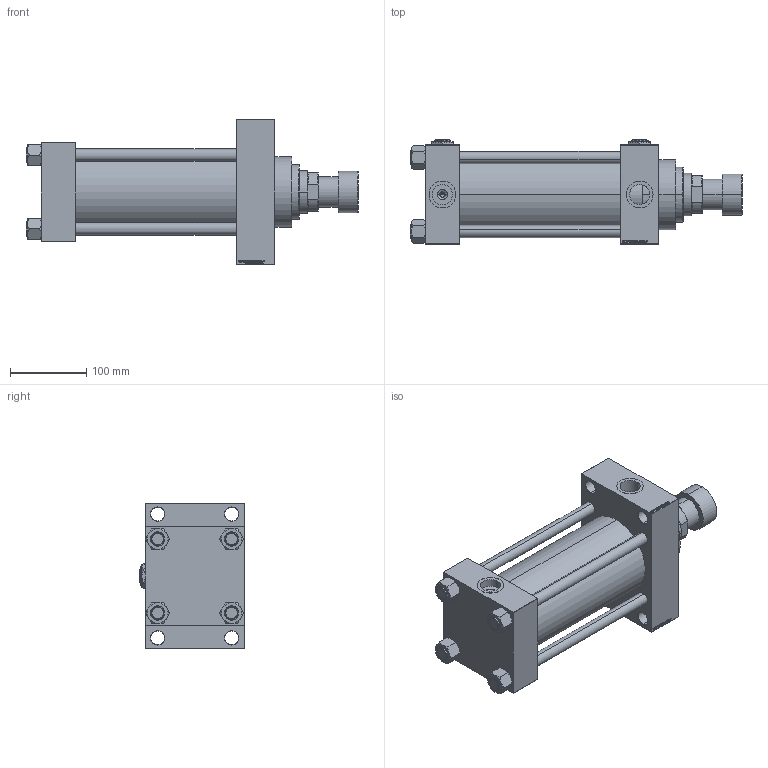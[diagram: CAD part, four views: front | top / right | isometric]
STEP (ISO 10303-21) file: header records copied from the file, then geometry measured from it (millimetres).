
FILE_DESCRIPTION (( 'STEP AP203' ), '1' );
FILE_NAME ('ef9a.STEP', '2022-04-16T09:30:32', ( '' ), ( '' ), 'SwSTEP 2.0', 'SolidWorks 2019', '' );
FILE_SCHEMA (( 'CONFIG_CONTROL_DESIGN' ));
Length unit declared in the file: millimetre
Products named in the file (8): ef9a; V215CR_VCP_D b63bc736e25126e6aad2106de3421cc7; V215CR_D_Body b63bc736e25126e6aad2106de3421cc7; Zatka_pro_OIL_PORT b63bc736e25126e6aad2106de3421cc7; V215CR_D_TYCINKA b63bc736e25126e6aad2106de3421cc7; NUT_M5_D b63bc736e25126e6aad2106de3421cc7; V215CR_ROD_END_F b63bc736e25126e6aad2106de3421cc7; V215_VC_A b63bc736e25126e6aad2106de3421cc7
Assembly tree (14 placements, depth 2):
  ef9a
    V215CR_D_Body b63bc736e25126e6aad2106de3421cc7
    V215CR_VCP_D b63bc736e25126e6aad2106de3421cc7
    NUT_M5_D b63bc736e25126e6aad2106de3421cc7  x4
    V215CR_D_TYCINKA b63bc736e25126e6aad2106de3421cc7  x4
    V215_VC_A b63bc736e25126e6aad2106de3421cc7
    V215CR_ROD_END_F b63bc736e25126e6aad2106de3421cc7
    Zatka_pro_OIL_PORT b63bc736e25126e6aad2106de3421cc7  x2
Bounding box: 435 x 137 x 190 mm (x, y, z)
Volume: 3298961.8 mm3; surface area: 525050.7 mm2
Topology: 14 solids, 14 shells, 1274 faces, 3188 edges, 2062 vertices
Faces by surface type: plane 599, bspline 368, cone 188, cylinder 107, torus 12
Entity records: 50558 total; most frequent: CARTESIAN_POINT 26008, ORIENTED_EDGE 5448, DIRECTION 3646, EDGE_CURVE 2724, VERTEX_POINT 1782, LINE 1582, VECTOR 1582, EDGE_LOOP 1218
